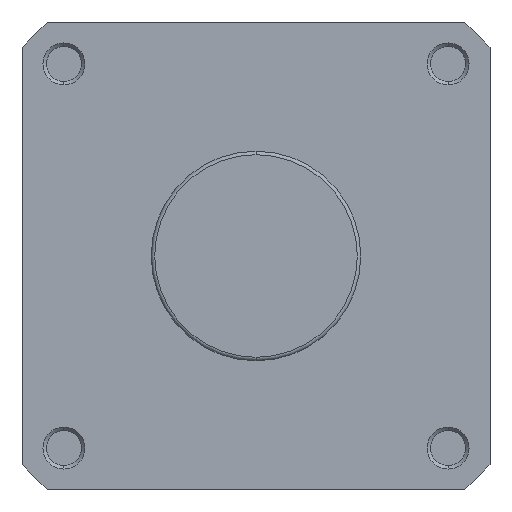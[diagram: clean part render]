
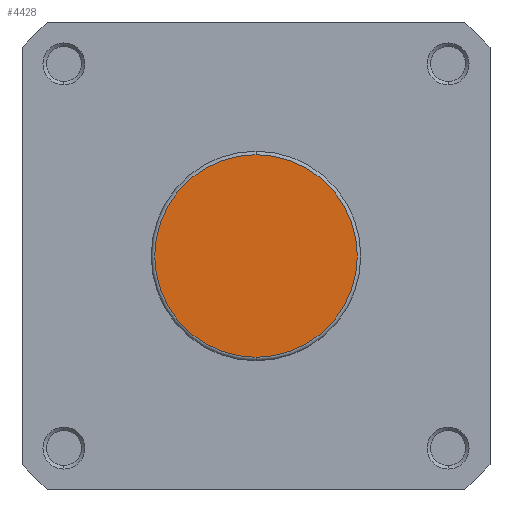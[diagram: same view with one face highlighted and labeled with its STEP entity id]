
A CAD part, left-side view. The second image highlights one B-rep face of the part: STEP entity #4428.
In plain terms, the highlighted planar face has unit normal (-1, 0, 0).
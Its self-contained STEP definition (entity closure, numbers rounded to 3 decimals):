
#31 = CIRCLE ( 'NONE', #381, 29. ) ;
#138 = EDGE_CURVE ( 'NONE', #4929, #4920, #31, .T. ) ;
#197 = EDGE_CURVE ( 'NONE', #4920, #4929, #949, .T. ) ;
#381 = AXIS2_PLACEMENT_3D ( 'NONE', #4602, #4606, #4605 ) ;
#412 = AXIS2_PLACEMENT_3D ( 'NONE', #4850, #4502, #5048 ) ;
#730 = AXIS2_PLACEMENT_3D ( 'NONE', #2983, #2986, #2987 ) ;
#949 = CIRCLE ( 'NONE', #412, 29. ) ;
#1572 = FACE_OUTER_BOUND ( 'NONE', #6947, .T. ) ;
#2983 = CARTESIAN_POINT ( 'NONE',  ( 0., 30., 0. ) ) ;
#2984 = PLANE ( 'NONE',  #730 ) ;
#2986 = DIRECTION ( 'NONE',  ( 1., 0., 0. ) ) ;
#2987 = DIRECTION ( 'NONE',  ( 0., 0., -1. ) ) ;
#3430 = ORIENTED_EDGE ( 'NONE', *, *, #138, .T. ) ;
#3431 = ORIENTED_EDGE ( 'NONE', *, *, #197, .T. ) ;
#4428 = ADVANCED_FACE ( 'NONE', ( #1572 ), #2984, .F. ) ;
#4502 = DIRECTION ( 'NONE',  ( -1., 0., 0. ) ) ;
#4602 = CARTESIAN_POINT ( 'NONE',  ( 0., 0., 0. ) ) ;
#4605 = DIRECTION ( 'NONE',  ( 0., 0., -1. ) ) ;
#4606 = DIRECTION ( 'NONE',  ( -1., 0., 0. ) ) ;
#4850 = CARTESIAN_POINT ( 'NONE',  ( 0., 0., 0. ) ) ;
#4920 = VERTEX_POINT ( 'NONE', #5489 ) ;
#4929 = VERTEX_POINT ( 'NONE', #5498 ) ;
#5048 = DIRECTION ( 'NONE',  ( 0., 0., -1. ) ) ;
#5489 = CARTESIAN_POINT ( 'NONE',  ( 0., 0., -29. ) ) ;
#5498 = CARTESIAN_POINT ( 'NONE',  ( 0., 0., 29. ) ) ;
#6947 = EDGE_LOOP ( 'NONE', ( #3431, #3430 ) ) ;
